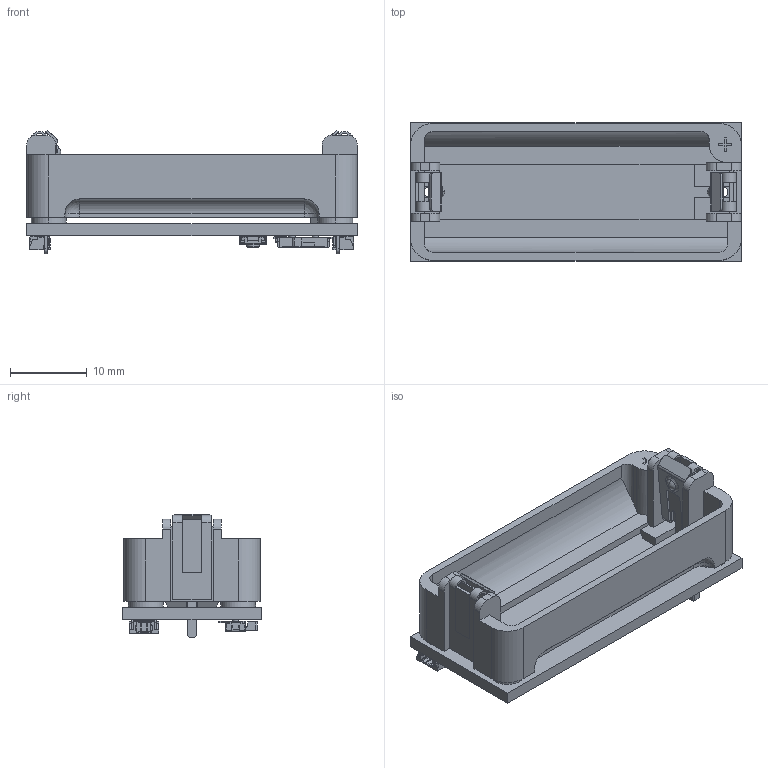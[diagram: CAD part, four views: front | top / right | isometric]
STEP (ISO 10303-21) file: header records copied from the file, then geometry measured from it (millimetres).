
FILE_DESCRIPTION(('KiCad electronic assembly'),'2;1');
FILE_NAME('SEED21 V1R0.step','2024-11-12T21:51:23',('Pcbnew'),('Kicad'), 'Open CASCADE STEP processor 7.8','KiCad to STEP converter','Unknown' );
FILE_SCHEMA(('AUTOMOTIVE_DESIGN { 1 0 10303 214 1 1 1 1 }'));
Length unit declared in the file: millimetre
Products named in the file (12): SEED21 V1R0 1; CR123A Battery Holder--BH123A; BH123A; STP_4351x10148xx; 4341x10148xx; SM02B-SURS-TF-LF--SN---3DModel-STEP-1; SM02B-SURS-TF(LF)(SN); CUS-12TB; SOD123; MMSZ5226B-7-F; _autosave-SEED21 V1R0_PCB
Assembly tree (12 placements, depth 3):
  SEED21 V1R0 1
    CR123A Battery Holder--BH123A
      BH123A
    STP_4351x10148xx
      4341x10148xx
    SM02B-SURS-TF-LF--SN---3DModel-STEP-1  x2
      SM02B-SURS-TF(LF)(SN)
    CUS-12TB
      CUS-12TB
    SOD123
      MMSZ5226B-7-F
    _autosave-SEED21 V1R0_PCB
Bounding box: 43 x 18 x 16.06 mm (x, y, z)
Volume: 3024 mm3; surface area: 5745.6 mm2
Topology: 26 solids, 26 shells, 1292 faces, 3531 edges, 2267 vertices
Faces by surface type: plane 988, cylinder 279, sphere 16, torus 4, cone 3, revolution 2
Full cylindrical faces by diameter (mm): 0.2 x1, 0.75 x1, 0.8 x2, 1 x2, 1.27 x1, 1.47 x2, 1.7 x1, 1.85 x1
Entity records: 33868 total; most frequent: CARTESIAN_POINT 6046, ORIENTED_EDGE 5830, DIRECTION 5614, EDGE_CURVE 2915, LINE 2334, VECTOR 2334, VERTEX_POINT 1877, AXIS2_PLACEMENT_3D 1639
